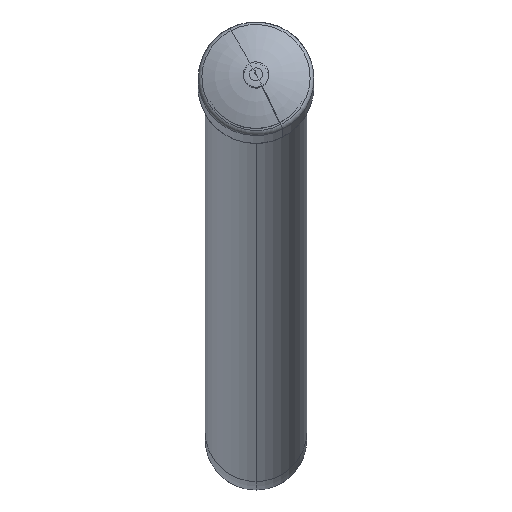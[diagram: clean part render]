
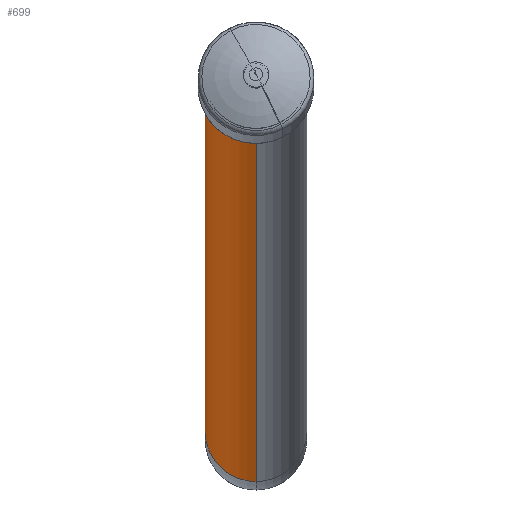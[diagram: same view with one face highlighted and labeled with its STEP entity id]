
A CAD part, left-side view. The second image highlights one B-rep face of the part: STEP entity #699.
In plain terms, the highlighted cylindrical face has radius 21.2 mm (diameter 42.4 mm), a partial arc.
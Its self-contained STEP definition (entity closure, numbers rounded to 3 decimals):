
#124 = CARTESIAN_POINT ( 'NONE',  ( -754.014, 0., 150.736 ) ) ;
#135 = ORIENTED_EDGE ( 'NONE', *, *, #1102, .F. ) ;
#141 = DIRECTION ( 'NONE',  ( 0.208, 0., 0.978 ) ) ;
#270 = ORIENTED_EDGE ( 'NONE', *, *, #750, .F. ) ;
#358 = CIRCLE ( 'NONE', #1047, 21.2 ) ;
#391 = VERTEX_POINT ( 'NONE', #1052 ) ;
#418 = VECTOR ( 'NONE', #1021, 1000. ) ;
#522 = DIRECTION ( 'NONE',  ( 0.978, 0., -0.208 ) ) ;
#554 = DIRECTION ( 'NONE',  ( -0.978, 0., 0.208 ) ) ;
#565 = CARTESIAN_POINT ( 'NONE',  ( -749.607, 0., 171.473 ) ) ;
#576 = DIRECTION ( 'NONE',  ( 0.978, 0., -0.208 ) ) ;
#583 = CARTESIAN_POINT ( 'NONE',  ( -749.607, 0., 171.473 ) ) ;
#599 = CIRCLE ( 'NONE', #1713, 21.2 ) ;
#699 = ADVANCED_FACE ( 'NONE', ( #813 ), #1761, .T. ) ;
#749 = CARTESIAN_POINT ( 'NONE',  ( -59.25, 0., 3.059 ) ) ;
#750 = EDGE_CURVE ( 'NONE', #1106, #1364, #599, .T. ) ;
#807 = EDGE_CURVE ( 'NONE', #1106, #1425, #1770, .T. ) ;
#813 = FACE_OUTER_BOUND ( 'NONE', #1280, .T. ) ;
#821 = CARTESIAN_POINT ( 'NONE',  ( -754.014, 0., 150.736 ) ) ;
#864 = EDGE_CURVE ( 'NONE', #391, #1425, #358, .T. ) ;
#870 = CARTESIAN_POINT ( 'NONE',  ( -758.422, 0., 129.999 ) ) ;
#979 = VECTOR ( 'NONE', #576, 1000. ) ;
#1021 = DIRECTION ( 'NONE',  ( 0.978, 0., -0.208 ) ) ;
#1045 = AXIS2_PLACEMENT_3D ( 'NONE', #821, #522, #1131 ) ;
#1047 = AXIS2_PLACEMENT_3D ( 'NONE', #749, #1916, #1781 ) ;
#1052 = CARTESIAN_POINT ( 'NONE',  ( -63.658, 0., -17.677 ) ) ;
#1102 = EDGE_CURVE ( 'NONE', #1364, #391, #1788, .T. ) ;
#1106 = VERTEX_POINT ( 'NONE', #583 ) ;
#1131 = DIRECTION ( 'NONE',  ( -0.208, 0., -0.978 ) ) ;
#1241 = CARTESIAN_POINT ( 'NONE',  ( -758.422, 0., 129.999 ) ) ;
#1280 = EDGE_LOOP ( 'NONE', ( #270, #1861, #1676, #135 ) ) ;
#1364 = VERTEX_POINT ( 'NONE', #1241 ) ;
#1425 = VERTEX_POINT ( 'NONE', #1864 ) ;
#1676 = ORIENTED_EDGE ( 'NONE', *, *, #864, .F. ) ;
#1713 = AXIS2_PLACEMENT_3D ( 'NONE', #124, #554, #141 ) ;
#1761 = CYLINDRICAL_SURFACE ( 'NONE', #1045, 21.2 ) ;
#1770 = LINE ( 'NONE', #565, #979 ) ;
#1781 = DIRECTION ( 'NONE',  ( -0.208, 0., -0.978 ) ) ;
#1788 = LINE ( 'NONE', #870, #418 ) ;
#1861 = ORIENTED_EDGE ( 'NONE', *, *, #807, .T. ) ;
#1864 = CARTESIAN_POINT ( 'NONE',  ( -54.843, 0., 23.796 ) ) ;
#1916 = DIRECTION ( 'NONE',  ( 0.978, 0., -0.208 ) ) ;
